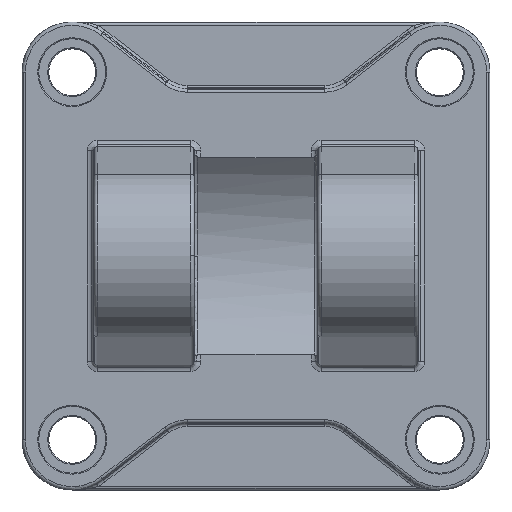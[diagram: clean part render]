
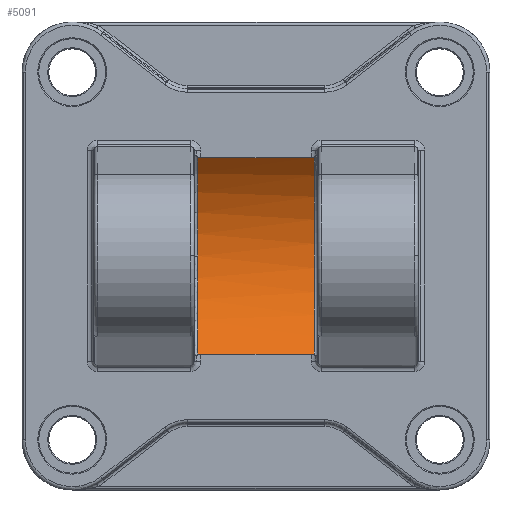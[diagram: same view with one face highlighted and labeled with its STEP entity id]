
A CAD part, top view. The second image highlights one B-rep face of the part: STEP entity #5091.
In plain terms, the highlighted cylindrical face has radius 42 mm (diameter 84 mm), a partial arc.
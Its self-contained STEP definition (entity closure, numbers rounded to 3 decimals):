
#110 = CARTESIAN_POINT ( 'NONE',  ( 17.5, 29.665, 20.268 ) ) ;
#160 = CARTESIAN_POINT ( 'NONE',  ( -17.5, 0., 50. ) ) ;
#273 = B_SPLINE_CURVE_WITH_KNOTS ( 'NONE', 3,
 ( #3842, #3921, #1559, #6007 ),
 .UNSPECIFIED., .F., .F.,
 ( 4, 4 ),
 ( 0., 1. ),
 .UNSPECIFIED. ) ;
#304 = CARTESIAN_POINT ( 'NONE',  ( 16.5, 29.394, 20. ) ) ;
#343 = ORIENTED_EDGE ( 'NONE', *, *, #3977, .F. ) ;
#363 = EDGE_CURVE ( 'NONE', #4174, #6132, #4671, .T. ) ;
#400 = VERTEX_POINT ( 'NONE', #454 ) ;
#454 = CARTESIAN_POINT ( 'NONE',  ( -17.5, 0., 8. ) ) ;
#536 = CARTESIAN_POINT ( 'NONE',  ( -17.5, 0., 50. ) ) ;
#546 = ORIENTED_EDGE ( 'NONE', *, *, #4211, .F. ) ;
#552 = VERTEX_POINT ( 'NONE', #110 ) ;
#574 = CARTESIAN_POINT ( 'NONE',  ( 16.838, 29.394, 20. ) ) ;
#669 = DIRECTION ( 'NONE',  ( 0., 0., -1. ) ) ;
#692 = AXIS2_PLACEMENT_3D ( 'NONE', #536, #3284, #5920 ) ;
#709 = LINE ( 'NONE', #5634, #5336 ) ;
#811 = DIRECTION ( 'NONE',  ( -1., 0., 0. ) ) ;
#859 = AXIS2_PLACEMENT_3D ( 'NONE', #160, #3957, #669 ) ;
#956 = CARTESIAN_POINT ( 'NONE',  ( -16.838, 29.394, 20. ) ) ;
#1089 = CARTESIAN_POINT ( 'NONE',  ( 16.5, -29.394, 20. ) ) ;
#1212 = FACE_OUTER_BOUND ( 'NONE', #6205, .T. ) ;
#1213 = EDGE_CURVE ( 'NONE', #552, #4174, #4753, .T. ) ;
#1334 = VERTEX_POINT ( 'NONE', #5399 ) ;
#1550 = CARTESIAN_POINT ( 'NONE',  ( -16.5, 29.394, 20. ) ) ;
#1559 = CARTESIAN_POINT ( 'NONE',  ( -17.188, -29.484, 20.088 ) ) ;
#1685 = AXIS2_PLACEMENT_3D ( 'NONE', #5148, #5679, #5789 ) ;
#2141 = ORIENTED_EDGE ( 'NONE', *, *, #6109, .F. ) ;
#2166 = B_SPLINE_CURVE_WITH_KNOTS ( 'NONE', 3,
 ( #5005, #574, #6598, #4969 ),
 .UNSPECIFIED., .F., .F.,
 ( 4, 4 ),
 ( 0., 1. ),
 .UNSPECIFIED. ) ;
#2307 = CARTESIAN_POINT ( 'NONE',  ( 0., 0., 50. ) ) ;
#2377 = EDGE_CURVE ( 'NONE', #6303, #552, #2166, .T. ) ;
#2437 = CARTESIAN_POINT ( 'NONE',  ( 17.5, -29.665, 20.268 ) ) ;
#2558 = VECTOR ( 'NONE', #4449, 1000. ) ;
#2712 = CIRCLE ( 'NONE', #692, 42. ) ;
#2976 = CARTESIAN_POINT ( 'NONE',  ( 16.838, -29.394, 20. ) ) ;
#3013 = CARTESIAN_POINT ( 'NONE',  ( 16.5, -29.394, 20. ) ) ;
#3107 = VERTEX_POINT ( 'NONE', #6481 ) ;
#3211 = EDGE_CURVE ( 'NONE', #3107, #6303, #4988, .T. ) ;
#3251 = EDGE_CURVE ( 'NONE', #400, #3836, #6408, .T. ) ;
#3284 = DIRECTION ( 'NONE',  ( 1., 0., 0. ) ) ;
#3366 = CYLINDRICAL_SURFACE ( 'NONE', #6280, 42. ) ;
#3692 = ORIENTED_EDGE ( 'NONE', *, *, #3211, .F. ) ;
#3836 = VERTEX_POINT ( 'NONE', #5233 ) ;
#3842 = CARTESIAN_POINT ( 'NONE',  ( -16.5, -29.394, 20. ) ) ;
#3921 = CARTESIAN_POINT ( 'NONE',  ( -16.838, -29.394, 20. ) ) ;
#3957 = DIRECTION ( 'NONE',  ( 1., 0., 0. ) ) ;
#3962 = ORIENTED_EDGE ( 'NONE', *, *, #4687, .F. ) ;
#3965 = CARTESIAN_POINT ( 'NONE',  ( 17.188, -29.484, 20.088 ) ) ;
#3969 = CARTESIAN_POINT ( 'NONE',  ( -17.5, -29.665, 20.268 ) ) ;
#3977 = EDGE_CURVE ( 'NONE', #5773, #400, #2712, .T. ) ;
#4174 = VERTEX_POINT ( 'NONE', #2437 ) ;
#4211 = EDGE_CURVE ( 'NONE', #6132, #1334, #709, .T. ) ;
#4449 = DIRECTION ( 'NONE',  ( 1., 0., 0. ) ) ;
#4477 = DIRECTION ( 'NONE',  ( 0., -1., 0. ) ) ;
#4669 = ORIENTED_EDGE ( 'NONE', *, *, #363, .F. ) ;
#4671 = B_SPLINE_CURVE_WITH_KNOTS ( 'NONE', 3,
 ( #6664, #3965, #2976, #3013 ),
 .UNSPECIFIED., .F., .F.,
 ( 4, 4 ),
 ( 0., 1. ),
 .UNSPECIFIED. ) ;
#4687 = EDGE_CURVE ( 'NONE', #1334, #5773, #273, .T. ) ;
#4753 = CIRCLE ( 'NONE', #1685, 42. ) ;
#4815 = ORIENTED_EDGE ( 'NONE', *, *, #3251, .F. ) ;
#4969 = CARTESIAN_POINT ( 'NONE',  ( 17.5, 29.665, 20.268 ) ) ;
#4988 = LINE ( 'NONE', #6694, #2558 ) ;
#5005 = CARTESIAN_POINT ( 'NONE',  ( 16.5, 29.394, 20. ) ) ;
#5016 = ORIENTED_EDGE ( 'NONE', *, *, #1213, .F. ) ;
#5091 = ADVANCED_FACE ( 'NONE', ( #1212 ), #3366, .F. ) ;
#5138 = B_SPLINE_CURVE_WITH_KNOTS ( 'NONE', 3,
 ( #6337, #6371, #956, #1550 ),
 .UNSPECIFIED., .F., .F.,
 ( 4, 4 ),
 ( 0., 1. ),
 .UNSPECIFIED. ) ;
#5148 = CARTESIAN_POINT ( 'NONE',  ( 17.5, 0., 50. ) ) ;
#5233 = CARTESIAN_POINT ( 'NONE',  ( -17.5, 29.665, 20.268 ) ) ;
#5336 = VECTOR ( 'NONE', #811, 1000. ) ;
#5399 = CARTESIAN_POINT ( 'NONE',  ( -16.5, -29.394, 20. ) ) ;
#5542 = DIRECTION ( 'NONE',  ( 1., 0., 0. ) ) ;
#5634 = CARTESIAN_POINT ( 'NONE',  ( 16.5, -29.394, 20. ) ) ;
#5679 = DIRECTION ( 'NONE',  ( -1., 0., 0. ) ) ;
#5773 = VERTEX_POINT ( 'NONE', #3969 ) ;
#5789 = DIRECTION ( 'NONE',  ( 0., 0., -1. ) ) ;
#5920 = DIRECTION ( 'NONE',  ( 0., 0., -1. ) ) ;
#6007 = CARTESIAN_POINT ( 'NONE',  ( -17.5, -29.665, 20.268 ) ) ;
#6109 = EDGE_CURVE ( 'NONE', #3836, #3107, #5138, .T. ) ;
#6132 = VERTEX_POINT ( 'NONE', #1089 ) ;
#6205 = EDGE_LOOP ( 'NONE', ( #5016, #6574, #3692, #2141, #4815, #343, #3962, #546, #4669 ) ) ;
#6280 = AXIS2_PLACEMENT_3D ( 'NONE', #2307, #5542, #4477 ) ;
#6303 = VERTEX_POINT ( 'NONE', #304 ) ;
#6337 = CARTESIAN_POINT ( 'NONE',  ( -17.5, 29.665, 20.268 ) ) ;
#6371 = CARTESIAN_POINT ( 'NONE',  ( -17.188, 29.484, 20.088 ) ) ;
#6408 = CIRCLE ( 'NONE', #859, 42. ) ;
#6481 = CARTESIAN_POINT ( 'NONE',  ( -16.5, 29.394, 20. ) ) ;
#6574 = ORIENTED_EDGE ( 'NONE', *, *, #2377, .F. ) ;
#6598 = CARTESIAN_POINT ( 'NONE',  ( 17.188, 29.484, 20.088 ) ) ;
#6664 = CARTESIAN_POINT ( 'NONE',  ( 17.5, -29.665, 20.268 ) ) ;
#6694 = CARTESIAN_POINT ( 'NONE',  ( -16.5, 29.394, 20. ) ) ;
